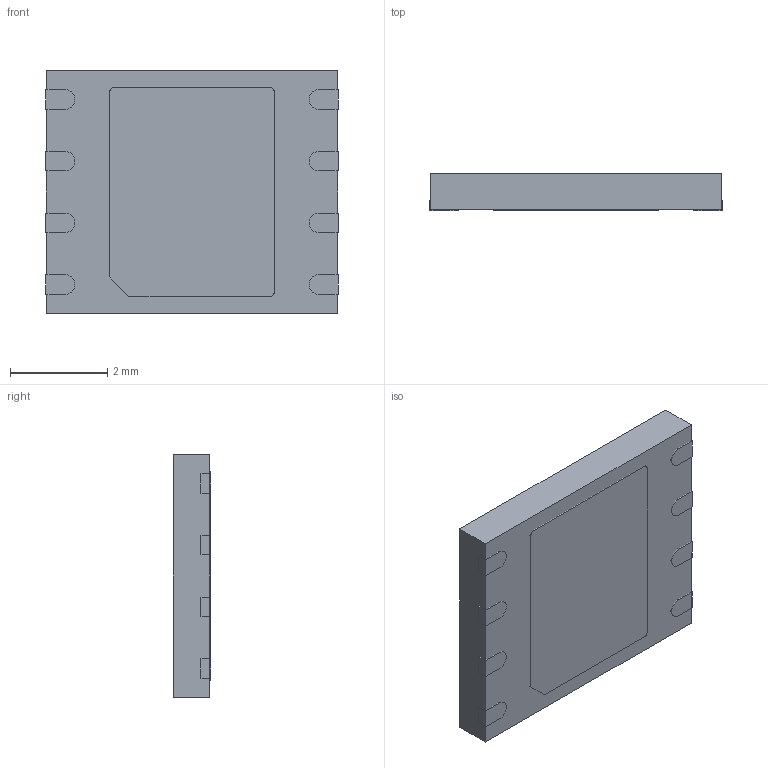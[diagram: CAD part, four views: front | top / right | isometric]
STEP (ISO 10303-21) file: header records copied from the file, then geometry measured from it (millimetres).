
FILE_DESCRIPTION(/* description */ ('STEP AP214'),/* implementation_level */ '2;1');
FILE_NAME(/* name */ 'WSON8-6x5.step',/* time_stamp */ '2024-10-23T19:00:35+02:00',/* author */ (''),/* organization */ (''),/* preprocessor_version */ 'ST-DEVELOPER v20',/* originating_system */ 'Autodesk Translation Framework v13.20.0.188',/* authorisation */ '');
FILE_SCHEMA (('AUTOMOTIVE_DESIGN { 1 0 10303 214 3 1 1 }'));
Length unit declared in the file: millimetre
Products named in the file (1): WSON8-6x5
Bounding box: 6.02 x 0.77 x 5 mm (x, y, z)
Surface area: 117.1 mm2
Topology: 10 solids, 10 shells, 210 faces, 531 edges, 354 vertices
Faces by surface type: plane 120, bspline 70, cylinder 20
Full cylindrical faces by diameter (mm): 0.4 x1
Entity records: 10184 total; most frequent: CARTESIAN_POINT 5374, ORIENTED_EDGE 1062, DIRECTION 713, EDGE_CURVE 531, VERTEX_POINT 354, LINE 351, VECTOR 351, EDGE_LOOP 223
